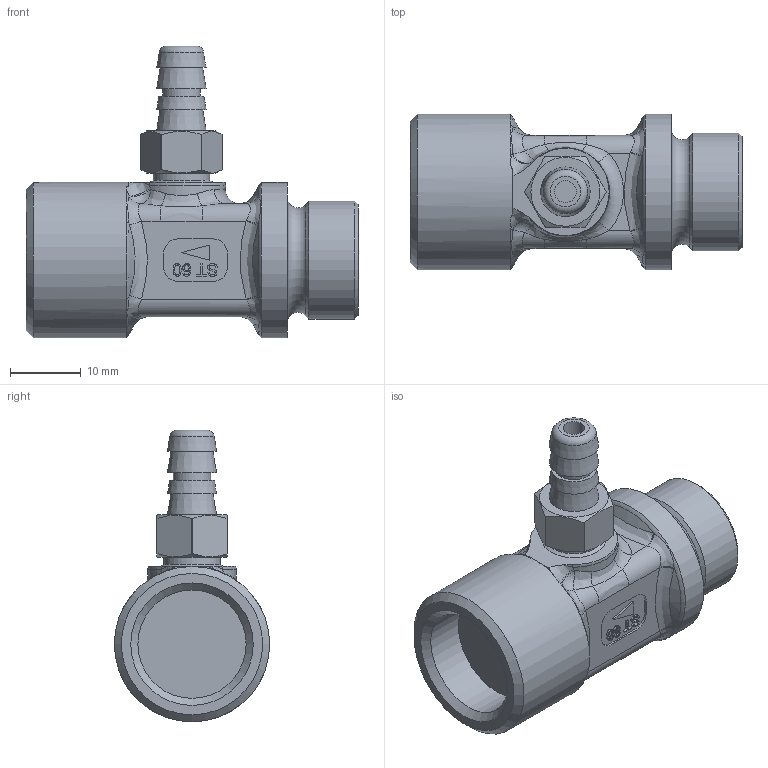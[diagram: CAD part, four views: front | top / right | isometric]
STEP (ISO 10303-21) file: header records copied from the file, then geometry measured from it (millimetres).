
FILE_DESCRIPTION(/* description */ ('Unknown'),/* implementation_level */ '2;1');
FILE_NAME(/* name */ '200060600',/* time_stamp */ '2024-08-22T08:03:23+02:00',/* author */ ('Unknown'),/* organization */ ('Unknown'),/* preprocessor_version */ 'ST-DEVELOPER v18.104',/* originating_system */ 'Solid Edge',/* authorisation */ 'Unknown');
FILE_SCHEMA (('AUTOMOTIVE_DESIGN {1 0 10303 214 3 1 1}'));
Length unit declared in the file: millimetre
Products named in the file (1): Part1
Bounding box: 47 x 22 x 41.3 mm (x, y, z)
Volume: 13554.4 mm3; surface area: 5014.2 mm2
Topology: 1 solids, 4 shells, 435 faces, 1125 edges, 733 vertices
Faces by surface type: bspline 207, plane 164, cylinder 31, cone 21, torus 10, sphere 2
Full cylindrical faces by diameter (mm): 3.1 x1, 5.3 x1, 5.751 x1, 6.2 x1, 8 x1, 10.5 x1, 15.33 x1, 16.66 x1, 22 x2
Entity records: 19576 total; most frequent: CARTESIAN_POINT 7498, ORIENTED_EDGE 2174, DIRECTION 1242, EDGE_CURVE 1087, VERTEX_POINT 722, LINE 522, VECTOR 522, EDGE_LOOP 499
